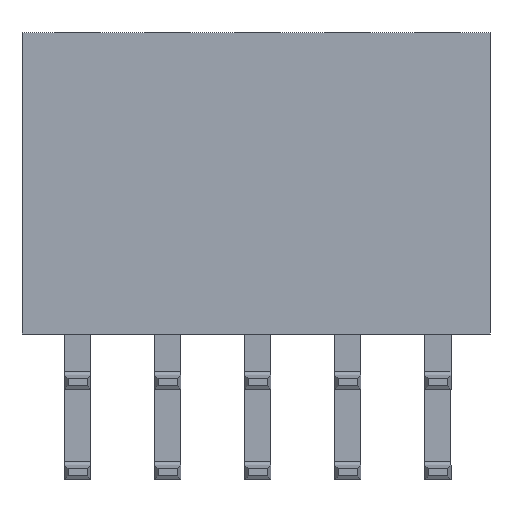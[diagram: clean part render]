
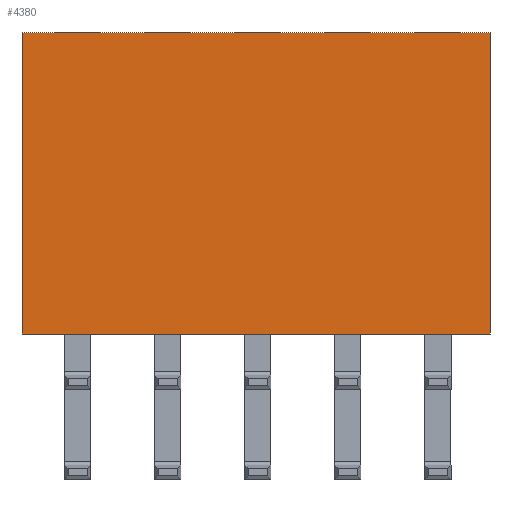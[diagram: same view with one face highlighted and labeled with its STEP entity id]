
A CAD part, front view. The second image highlights one B-rep face of the part: STEP entity #4380.
In plain terms, the highlighted planar face has unit normal (0, -1, 0).
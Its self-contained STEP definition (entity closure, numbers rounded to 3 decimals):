
#456=ORIENTED_EDGE('',*,*,#1636,.F.);
#457=ORIENTED_EDGE('',*,*,#1647,.F.);
#458=ORIENTED_EDGE('',*,*,#1641,.F.);
#459=ORIENTED_EDGE('',*,*,#1386,.F.);
#1386=EDGE_CURVE('',#2016,#2017,#2420,.T.);
#1636=EDGE_CURVE('',#2205,#2016,#2670,.T.);
#1641=EDGE_CURVE('',#2017,#2208,#2675,.T.);
#1647=EDGE_CURVE('',#2208,#2205,#2681,.T.);
#2016=VERTEX_POINT('',#6023);
#2017=VERTEX_POINT('',#6025);
#2205=VERTEX_POINT('',#6504);
#2208=VERTEX_POINT('',#6514);
#2420=LINE('',#6024,#3026);
#2670=LINE('',#6505,#3276);
#2675=LINE('',#6513,#3281);
#2681=LINE('',#6523,#3287);
#3026=VECTOR('',#4885,1000.);
#3276=VECTOR('',#5219,1000.);
#3281=VECTOR('',#5226,1000.);
#3287=VECTOR('',#5236,1000.);
#3676=EDGE_LOOP('',(#456,#457,#458,#459));
#3928=FACE_BOUND('',#3676,.T.);
#4160=PLANE('',#4650);
#4380=ADVANCED_FACE('',(#3928),#4160,.F.);
#4650=AXIS2_PLACEMENT_3D('',#6524,#5237,#5238);
#4885=DIRECTION('',(1.,0.,0.));
#5219=DIRECTION('',(0.,0.,1.));
#5226=DIRECTION('',(0.,0.,-1.));
#5236=DIRECTION('',(-1.,0.,0.));
#5237=DIRECTION('',(0.,1.,0.));
#5238=DIRECTION('',(0.,0.,1.));
#6023=CARTESIAN_POINT('',(-6.6,-2.5,4.25));
#6024=CARTESIAN_POINT('',(-6.6,-2.5,4.25));
#6025=CARTESIAN_POINT('',(6.6,-2.5,4.25));
#6504=CARTESIAN_POINT('',(-6.6,-2.5,-4.25));
#6505=CARTESIAN_POINT('',(-6.6,-2.5,-4.25));
#6513=CARTESIAN_POINT('',(6.6,-2.5,4.25));
#6514=CARTESIAN_POINT('',(6.6,-2.5,-4.25));
#6523=CARTESIAN_POINT('',(6.6,-2.5,-4.25));
#6524=CARTESIAN_POINT('',(0.,-2.5,0.));
